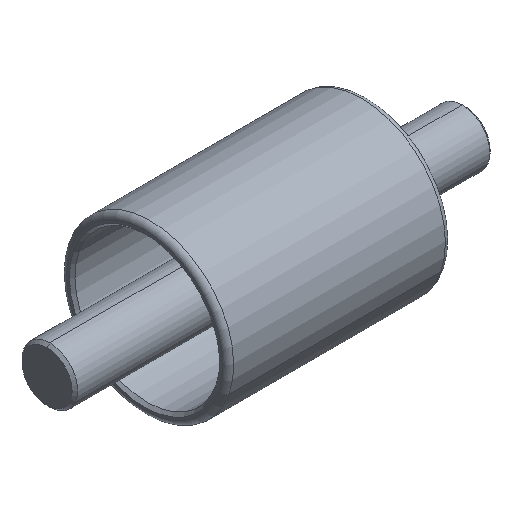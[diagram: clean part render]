
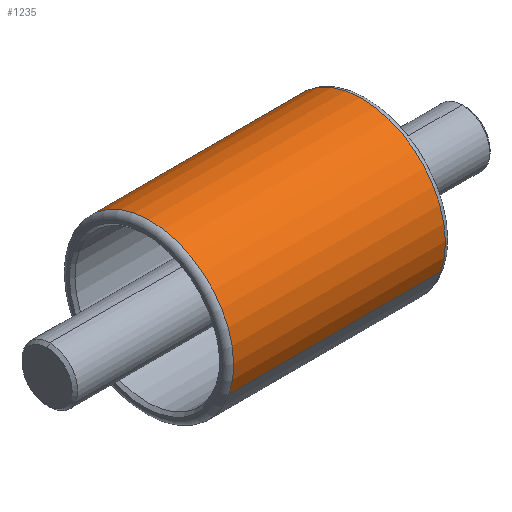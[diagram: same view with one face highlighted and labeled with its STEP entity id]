
A CAD part, isometric view. The second image highlights one B-rep face of the part: STEP entity #1235.
In plain terms, the highlighted cylindrical face has radius 15 mm (diameter 30 mm), a partial arc.
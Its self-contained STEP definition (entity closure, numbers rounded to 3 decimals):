
#120 = VECTOR ( 'NONE', #2002, 1000. ) ;
#145 = EDGE_CURVE ( 'NONE', #2272, #4318, #2581, .T. ) ;
#385 = DIRECTION ( 'NONE',  ( -1., 0., 0. ) ) ;
#439 = CARTESIAN_POINT ( 'NONE',  ( 19., 0., 0. ) ) ;
#457 = VECTOR ( 'NONE', #4979, 1000. ) ;
#637 = EDGE_CURVE ( 'NONE', #4684, #2029, #3434, .T. ) ;
#826 = EDGE_LOOP ( 'NONE', ( #993, #5598, #5243, #4987 ) ) ;
#993 = ORIENTED_EDGE ( 'NONE', *, *, #4549, .T. ) ;
#1201 = CIRCLE ( 'NONE', #4268, 15. ) ;
#1235 = ADVANCED_FACE ( 'NONE', ( #2769 ), #3366, .T. ) ;
#1326 = CIRCLE ( 'NONE', #3209, 15. ) ;
#1431 = DIRECTION ( 'NONE',  ( 1., 0., 0. ) ) ;
#1587 = CARTESIAN_POINT ( 'NONE',  ( -19., 0., -15. ) ) ;
#1713 = CARTESIAN_POINT ( 'NONE',  ( -20., 0., 15. ) ) ;
#1900 = CARTESIAN_POINT ( 'NONE',  ( -19., 0., 0. ) ) ;
#1980 = CARTESIAN_POINT ( 'NONE',  ( 19., 0., 15. ) ) ;
#2002 = DIRECTION ( 'NONE',  ( -1., 0., 0. ) ) ;
#2029 = VERTEX_POINT ( 'NONE', #1587 ) ;
#2272 = VERTEX_POINT ( 'NONE', #1980 ) ;
#2366 = DIRECTION ( 'NONE',  ( -1., 0., 0. ) ) ;
#2433 = CARTESIAN_POINT ( 'NONE',  ( -20., 0., -15. ) ) ;
#2581 = LINE ( 'NONE', #1713, #457 ) ;
#2769 = FACE_OUTER_BOUND ( 'NONE', #826, .T. ) ;
#3006 = DIRECTION ( 'NONE',  ( 0., 0., -1. ) ) ;
#3209 = AXIS2_PLACEMENT_3D ( 'NONE', #439, #385, #6040 ) ;
#3334 = CARTESIAN_POINT ( 'NONE',  ( -20., 0., 0. ) ) ;
#3366 = CYLINDRICAL_SURFACE ( 'NONE', #5715, 15. ) ;
#3402 = EDGE_CURVE ( 'NONE', #2029, #4318, #1201, .T. ) ;
#3434 = LINE ( 'NONE', #2433, #120 ) ;
#3688 = CARTESIAN_POINT ( 'NONE',  ( 19., 0., -15. ) ) ;
#4268 = AXIS2_PLACEMENT_3D ( 'NONE', #1900, #1431, #3006 ) ;
#4318 = VERTEX_POINT ( 'NONE', #4395 ) ;
#4395 = CARTESIAN_POINT ( 'NONE',  ( -19., 0., 15. ) ) ;
#4549 = EDGE_CURVE ( 'NONE', #2272, #4684, #1326, .T. ) ;
#4684 = VERTEX_POINT ( 'NONE', #3688 ) ;
#4979 = DIRECTION ( 'NONE',  ( -1., 0., 0. ) ) ;
#4987 = ORIENTED_EDGE ( 'NONE', *, *, #145, .F. ) ;
#5164 = DIRECTION ( 'NONE',  ( 0., 0., 1. ) ) ;
#5243 = ORIENTED_EDGE ( 'NONE', *, *, #3402, .T. ) ;
#5598 = ORIENTED_EDGE ( 'NONE', *, *, #637, .T. ) ;
#5715 = AXIS2_PLACEMENT_3D ( 'NONE', #3334, #2366, #5164 ) ;
#6040 = DIRECTION ( 'NONE',  ( 0., 0., 1. ) ) ;
